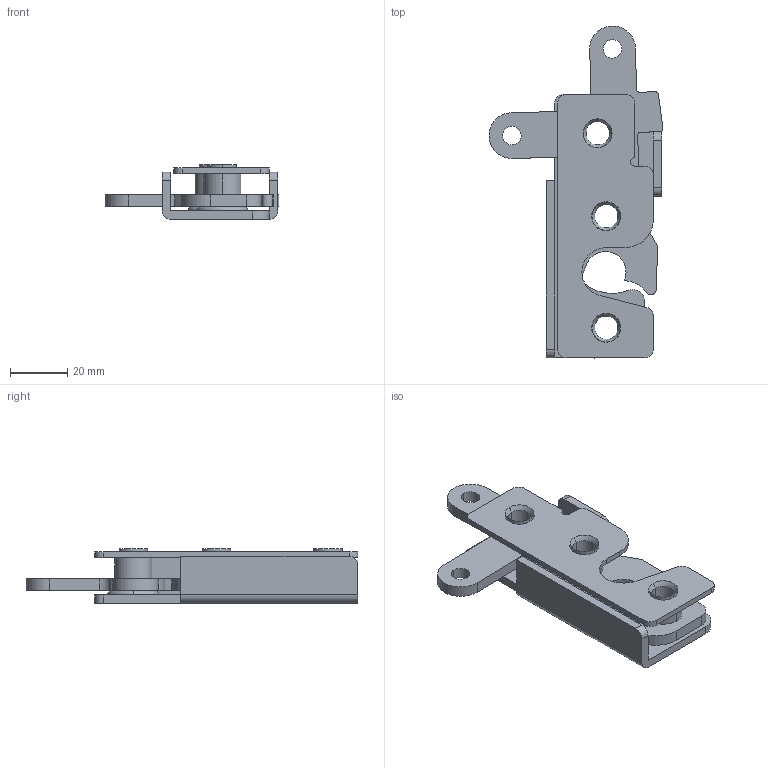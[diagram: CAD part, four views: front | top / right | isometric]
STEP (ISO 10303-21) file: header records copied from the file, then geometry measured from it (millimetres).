
FILE_DESCRIPTION (( 'STEP AP203' ), '1' );
FILE_NAME ('C-1851-2-R.STEP', '2013-05-01T07:38:42', ( '11sw' ), ( 'タキゲン製造株式会社' ), 'SwSTEP 2.0', 'SolidWorks 2012', '' );
FILE_SCHEMA (( 'CONFIG_CONTROL_DESIGN' ));
Length unit declared in the file: millimetre
Products named in the file (7): C-1851-2剽A; C-1851-1妒薨(R)_C-1851-2梡壛岺恾; C-1851-1本体(R)_C-1851-2用加工図; C-1851-1剽C; C-1851-2-R; C-1851-1剽B; C-1851-1軸
Assembly tree (8 placements, depth 2):
  C-1851-2-R
    C-1851-1本体(R)_C-1851-2用加工図
    C-1851-1妒薨(R)_C-1851-2梡壛岺恾
    C-1851-2剽A
    C-1851-1軸  x3
    C-1851-1剽C
    C-1851-1剽B
Bounding box: 60.84 x 116.08 x 19.2 mm (x, y, z)
Volume: 29488.5 mm3; surface area: 25955.2 mm2
Topology: 8 solids, 8 shells, 205 faces, 510 edges, 330 vertices
Faces by surface type: cylinder 105, plane 76, torus 12, cone 12
Entity records: 6143 total; most frequent: DIRECTION 1012, CARTESIAN_POINT 914, ORIENTED_EDGE 884, EDGE_CURVE 442, AXIS2_PLACEMENT_3D 388, VERTEX_POINT 290, VECTOR 236, LINE 236
